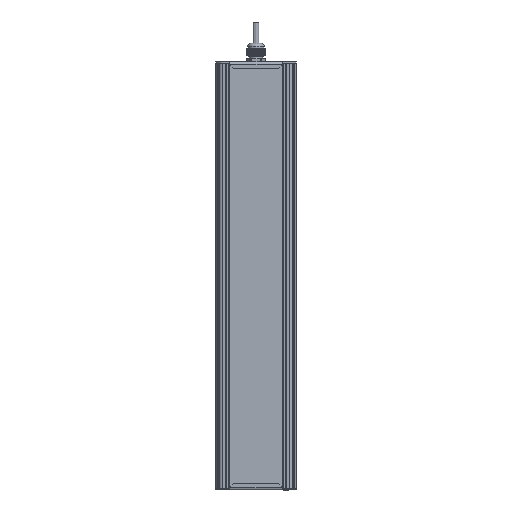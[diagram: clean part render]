
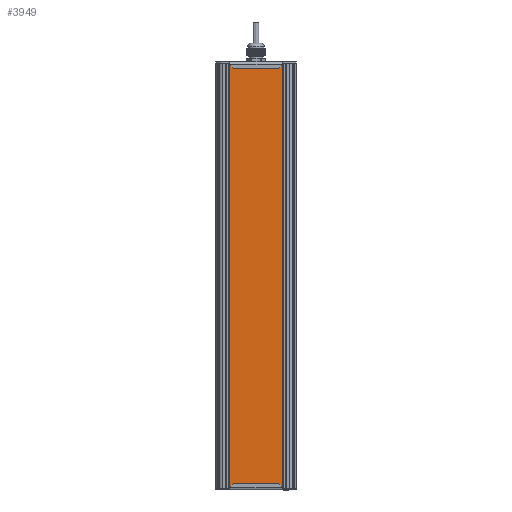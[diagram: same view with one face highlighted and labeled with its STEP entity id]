
A CAD part, front view. The second image highlights one B-rep face of the part: STEP entity #3949.
In plain terms, the highlighted face is planar.
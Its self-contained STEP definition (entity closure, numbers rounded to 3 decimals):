
#3949=ADVANCED_FACE('',(#13150),#13152,.T.);
#13150=FACE_BOUND('',#13151,.T.);
#13151=EDGE_LOOP('',(#42359,#42360,#42361,#42362));
#13152=PLANE('',#13153);
#13153=AXIS2_PLACEMENT_3D('',#13154,#13155,#13156);
#13154=CARTESIAN_POINT('',(120.465,593.492,117.308));
#13155=DIRECTION('',(0.,0.,-1.));
#13156=DIRECTION('',(0.,1.,0.));
#42359=ORIENTED_EDGE('',*,*,#50419,.T.);
#42360=ORIENTED_EDGE('',*,*,#50421,.F.);
#42361=ORIENTED_EDGE('',*,*,#50422,.F.);
#42362=ORIENTED_EDGE('',*,*,#50423,.T.);
#50419=EDGE_CURVE('',#56784,#56782,#56785,.T.);
#50421=EDGE_CURVE('',#56787,#56782,#56788,.T.);
#50422=EDGE_CURVE('',#56789,#56787,#56790,.T.);
#50423=EDGE_CURVE('',#56789,#56784,#56791,.T.);
#56782=VERTEX_POINT('',#76832);
#56784=VERTEX_POINT('',#76836);
#56785=LINE('',#76837,#76838);
#56787=VERTEX_POINT('',#76843);
#56788=LINE('',#76844,#76845);
#56789=VERTEX_POINT('',#76847);
#56790=LINE('',#76848,#76849);
#56791=LINE('',#76851,#76852);
#76832=CARTESIAN_POINT('',(566.465,679.838,117.308));
#76836=CARTESIAN_POINT('',(-29.535,679.838,117.308));
#76837=CARTESIAN_POINT('',(-29.535,679.838,117.308));
#76838=VECTOR('',#76839,1.);
#76839=DIRECTION('',(1.,0.,0.));
#76843=CARTESIAN_POINT('',(566.465,593.492,117.308));
#76844=CARTESIAN_POINT('',(566.465,593.492,117.308));
#76845=VECTOR('',#76846,1.);
#76846=DIRECTION('',(0.,1.,0.));
#76847=CARTESIAN_POINT('',(-29.535,593.492,117.308));
#76848=CARTESIAN_POINT('',(-29.535,593.492,117.308));
#76849=VECTOR('',#76850,1.);
#76850=DIRECTION('',(1.,0.,0.));
#76851=CARTESIAN_POINT('',(-29.535,593.492,117.308));
#76852=VECTOR('',#76853,1.);
#76853=DIRECTION('',(0.,1.,0.));
